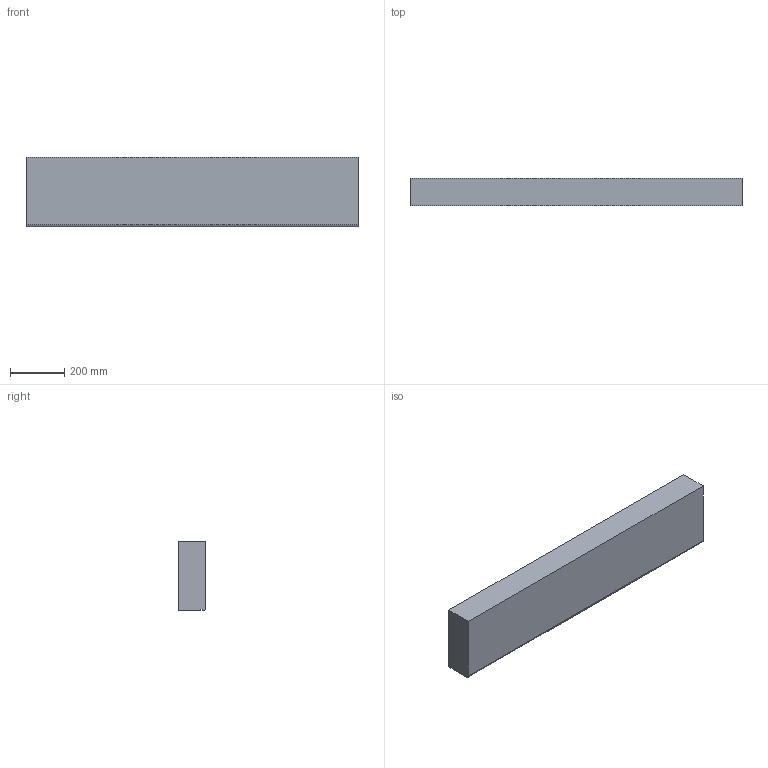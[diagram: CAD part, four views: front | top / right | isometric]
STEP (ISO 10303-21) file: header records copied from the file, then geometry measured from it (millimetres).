
FILE_DESCRIPTION(/* description */ (''),/* implementation_level */ '2;1');
FILE_NAME(/* name */ 'C.step',/* time_stamp */ '2022-08-01T12:31:36-05:00',/* author */ (''),/* organization */ (''),/* preprocessor_version */ 'ST-DEVELOPER v19',/* originating_system */ 'Autodesk Translation Framework v11.7.0.108',/* authorisation */ '');
FILE_SCHEMA (('AUTOMOTIVE_DESIGN { 1 0 10303 214 3 1 1 }'));
Length unit declared in the file: inch
Products named in the file (1): C
Bounding box: 1219.2 x 101.6 x 255.59 mm (x, y, z)
Volume: 31586908.8 mm3; surface area: 933281.3 mm2
Topology: 1 solids, 1 shells, 11 faces, 27 edges, 18 vertices
Faces by surface type: plane 10, cylinder 1
Entity records: 358 total; most frequent: CARTESIAN_POINT 57, ORIENTED_EDGE 54, DIRECTION 53, EDGE_CURVE 27, LINE 25, VECTOR 25, VERTEX_POINT 18, AXIS2_PLACEMENT_3D 14
